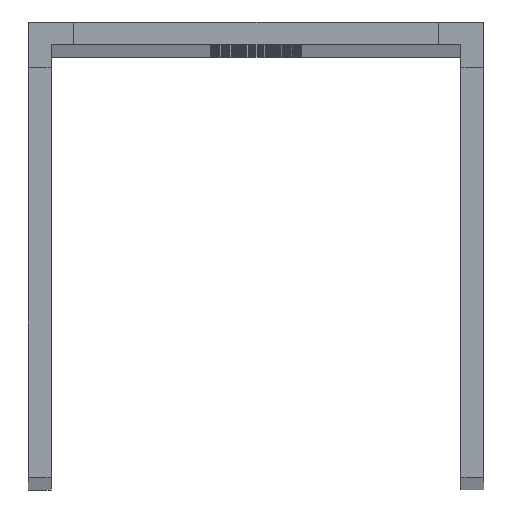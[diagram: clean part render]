
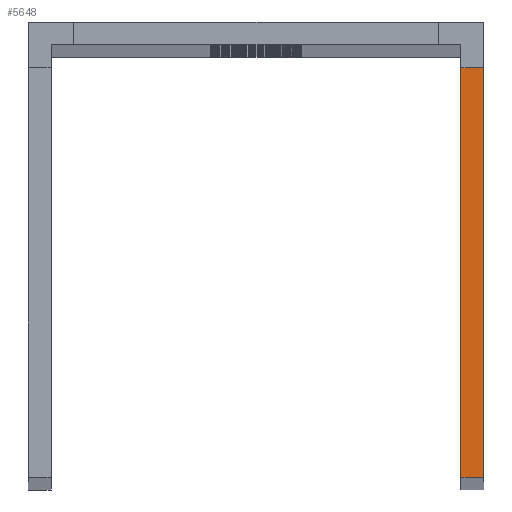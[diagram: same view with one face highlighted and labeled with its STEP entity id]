
A CAD part, top view. The second image highlights one B-rep face of the part: STEP entity #5648.
In plain terms, the highlighted planar face has unit normal (0, 0, 1).
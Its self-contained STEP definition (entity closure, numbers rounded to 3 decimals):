
#743=FACE_OUTER_BOUND('',#1121,.T.);
#1121=EDGE_LOOP('',(#4962,#4963,#4964,#4965));
#1131=LINE('',#7710,#1659);
#1320=LINE('',#8407,#1848);
#1325=LINE('',#8416,#1853);
#1652=LINE('',#9229,#2180);
#1659=VECTOR('',#6183,10.);
#1848=VECTOR('',#6702,10.);
#1853=VECTOR('',#6709,10.);
#2180=VECTOR('',#7682,10.);
#2186=VERTEX_POINT('',#7706);
#2188=VERTEX_POINT('',#7709);
#2531=VERTEX_POINT('',#8405);
#2534=VERTEX_POINT('',#8414);
#2699=EDGE_CURVE('',#2188,#2186,#1131,.T.);
#3048=EDGE_CURVE('',#2186,#2531,#1320,.T.);
#3053=EDGE_CURVE('',#2531,#2534,#1325,.T.);
#3460=EDGE_CURVE('',#2534,#2188,#1652,.T.);
#4962=ORIENTED_EDGE('',*,*,#3048,.T.);
#4963=ORIENTED_EDGE('',*,*,#3053,.T.);
#4964=ORIENTED_EDGE('',*,*,#3460,.T.);
#4965=ORIENTED_EDGE('',*,*,#2699,.T.);
#5131=PLANE('',#6169);
#5648=ADVANCED_FACE('',(#743),#5131,.T.);
#6169=AXIS2_PLACEMENT_3D('',#9228,#7680,#7681);
#6183=DIRECTION('',(0.,1.,0.));
#6702=DIRECTION('',(-1.,0.,0.));
#6709=DIRECTION('',(0.,-1.,0.));
#7680=DIRECTION('center_axis',(0.,0.,1.));
#7681=DIRECTION('ref_axis',(1.,0.,0.));
#7682=DIRECTION('',(1.,0.,0.));
#7706=CARTESIAN_POINT('',(50.,45.,800.));
#7709=CARTESIAN_POINT('',(50.,0.,800.));
#7710=CARTESIAN_POINT('',(50.,140.407,800.));
#8405=CARTESIAN_POINT('',(47.5,45.,800.));
#8407=CARTESIAN_POINT('',(47.906,45.,800.));
#8414=CARTESIAN_POINT('',(47.5,0.,800.));
#8416=CARTESIAN_POINT('',(47.5,140.407,800.));
#9228=CARTESIAN_POINT('Origin',(5.,50.,800.));
#9229=CARTESIAN_POINT('',(47.5,0.,800.));
